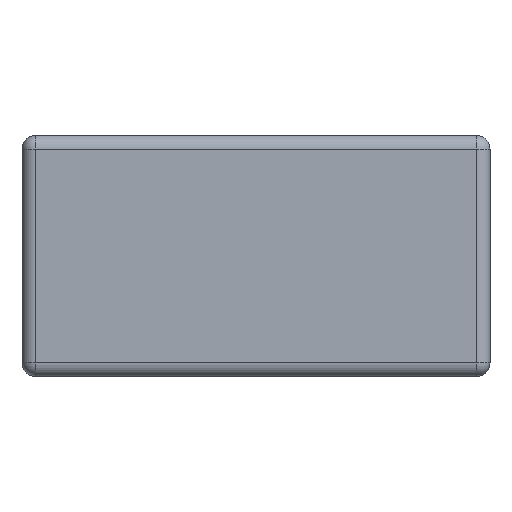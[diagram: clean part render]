
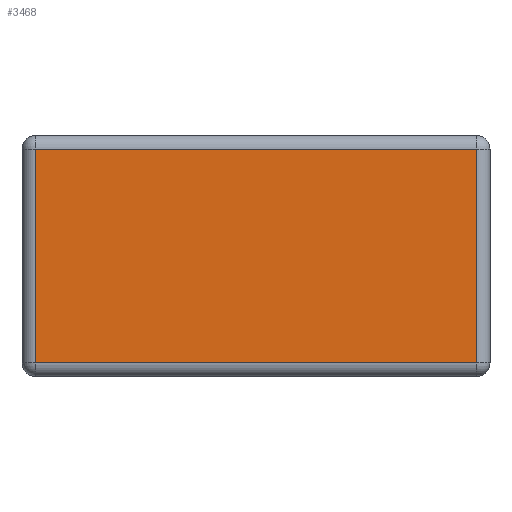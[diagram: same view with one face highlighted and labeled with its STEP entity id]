
A CAD part, front view. The second image highlights one B-rep face of the part: STEP entity #3468.
In plain terms, the highlighted planar face has unit normal (0, -1, 0).
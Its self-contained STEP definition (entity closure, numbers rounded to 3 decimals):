
#3116=CARTESIAN_POINT('',(0.825,-1.675,0.05));
#3117=VERTEX_POINT('',#3116);
#3149=CARTESIAN_POINT('',(-0.825,-1.675,0.05));
#3150=VERTEX_POINT('',#3149);
#3191=CARTESIAN_POINT('',(0.825,-1.675,0.85));
#3192=VERTEX_POINT('',#3191);
#3215=CARTESIAN_POINT('',(-0.825,-1.675,0.85));
#3216=VERTEX_POINT('',#3215);
#3276=CARTESIAN_POINT('',(-0.825,-1.675,0.85));
#3277=DIRECTION('',(1.0,0.0,0.0));
#3278=VECTOR('',#3277,1.65);
#3279=LINE('',#3276,#3278);
#3280=EDGE_CURVE('',#3216,#3192,#3279,.T.);
#3291=CARTESIAN_POINT('',(-0.825,-1.675,0.05));
#3292=DIRECTION('',(0.0,0.0,1.0));
#3293=VECTOR('',#3292,0.8);
#3294=LINE('',#3291,#3293);
#3295=EDGE_CURVE('',#3150,#3216,#3294,.T.);
#3320=CARTESIAN_POINT('',(0.825,-1.675,0.85));
#3321=DIRECTION('',(0.0,0.0,-1.0));
#3322=VECTOR('',#3321,0.8);
#3323=LINE('',#3320,#3322);
#3324=EDGE_CURVE('',#3192,#3117,#3323,.T.);
#3387=CARTESIAN_POINT('',(0.825,-1.675,0.05));
#3388=DIRECTION('',(-1.0,0.0,0.0));
#3389=VECTOR('',#3388,1.65);
#3390=LINE('',#3387,#3389);
#3391=EDGE_CURVE('',#3117,#3150,#3390,.T.);
#3457=CARTESIAN_POINT('',(0.,-1.675,0.45));
#3458=DIRECTION('',(0.0,1.0,0.0));
#3459=DIRECTION('',(0.0,0.0,1.0));
#3460=AXIS2_PLACEMENT_3D('',#3457,#3458,#3459);
#3461=PLANE('',#3460);
#3462=ORIENTED_EDGE('',*,*,#3280,.F.);
#3463=ORIENTED_EDGE('',*,*,#3295,.F.);
#3464=ORIENTED_EDGE('',*,*,#3391,.F.);
#3465=ORIENTED_EDGE('',*,*,#3324,.F.);
#3466=EDGE_LOOP('',(#3462,#3463,#3464,#3465));
#3467=FACE_OUTER_BOUND('',#3466,.T.);
#3468=ADVANCED_FACE('',(#3467),#3461,.F.);
